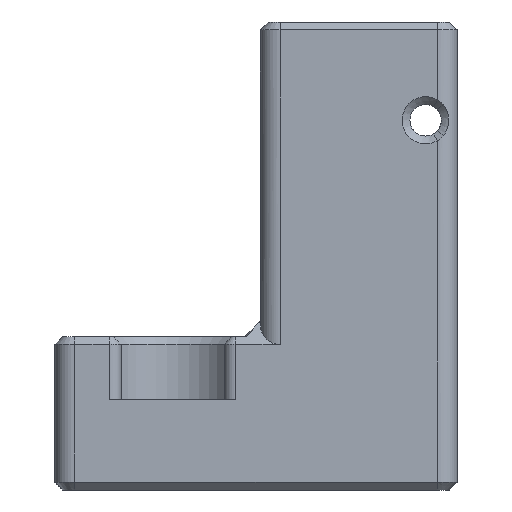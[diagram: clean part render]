
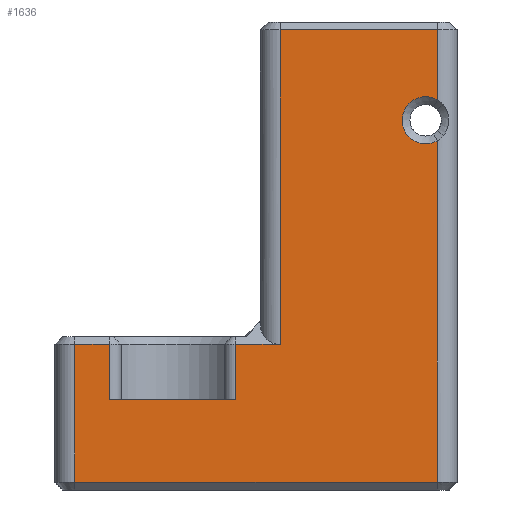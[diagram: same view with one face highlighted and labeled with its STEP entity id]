
A CAD part, left-side view. The second image highlights one B-rep face of the part: STEP entity #1636.
In plain terms, the highlighted planar face has unit normal (-1, 0, 0).
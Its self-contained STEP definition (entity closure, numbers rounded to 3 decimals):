
#63=PLANE('',#1796);
#111=CIRCLE('',#1689,1.2);
#263=FACE_OUTER_BOUND('',#365,.T.);
#365=EDGE_LOOP('',(#1434,#1435,#1436,#1437,#1438,#1439,#1440,#1441,#1442,
#1443,#1444,#1445));
#430=LINE('',#2574,#574);
#432=LINE('',#2581,#576);
#439=LINE('',#2653,#583);
#449=LINE('',#2693,#593);
#454=LINE('',#2709,#598);
#480=LINE('',#2776,#624);
#513=LINE('',#2859,#657);
#536=LINE('',#2927,#680);
#538=LINE('',#2935,#682);
#539=LINE('',#2938,#683);
#540=LINE('',#2939,#684);
#574=VECTOR('',#1880,10.);
#576=VECTOR('',#1886,10.);
#583=VECTOR('',#1911,10.);
#593=VECTOR('',#1947,10.);
#598=VECTOR('',#1966,10.);
#624=VECTOR('',#2038,10.);
#657=VECTOR('',#2125,10.);
#680=VECTOR('',#2188,10.);
#682=VECTOR('',#2198,10.);
#683=VECTOR('',#2201,10.);
#684=VECTOR('',#2202,10.);
#724=VERTEX_POINT('',#2514);
#728=VERTEX_POINT('',#2521);
#729=VERTEX_POINT('',#2573);
#732=VERTEX_POINT('',#2579);
#743=VERTEX_POINT('',#2649);
#745=VERTEX_POINT('',#2652);
#762=VERTEX_POINT('',#2691);
#765=VERTEX_POINT('',#2703);
#766=VERTEX_POINT('',#2707);
#783=VERTEX_POINT('',#2772);
#834=VERTEX_POINT('',#2933);
#835=VERTEX_POINT('',#2937);
#879=EDGE_CURVE('',#728,#724,#111,.T.);
#884=EDGE_CURVE('',#724,#729,#430,.T.);
#888=EDGE_CURVE('',#732,#728,#432,.T.);
#903=EDGE_CURVE('',#743,#745,#439,.T.);
#924=EDGE_CURVE('',#762,#743,#449,.T.);
#932=EDGE_CURVE('',#766,#765,#454,.T.);
#966=EDGE_CURVE('',#729,#783,#480,.T.);
#1009=EDGE_CURVE('',#745,#732,#513,.T.);
#1043=EDGE_CURVE('',#783,#766,#536,.T.);
#1047=EDGE_CURVE('',#834,#762,#538,.T.);
#1048=EDGE_CURVE('',#834,#835,#539,.T.);
#1049=EDGE_CURVE('',#765,#835,#540,.T.);
#1434=ORIENTED_EDGE('',*,*,#879,.F.);
#1435=ORIENTED_EDGE('',*,*,#888,.F.);
#1436=ORIENTED_EDGE('',*,*,#1009,.F.);
#1437=ORIENTED_EDGE('',*,*,#903,.F.);
#1438=ORIENTED_EDGE('',*,*,#924,.F.);
#1439=ORIENTED_EDGE('',*,*,#1047,.F.);
#1440=ORIENTED_EDGE('',*,*,#1048,.T.);
#1441=ORIENTED_EDGE('',*,*,#1049,.F.);
#1442=ORIENTED_EDGE('',*,*,#932,.F.);
#1443=ORIENTED_EDGE('',*,*,#1043,.F.);
#1444=ORIENTED_EDGE('',*,*,#966,.F.);
#1445=ORIENTED_EDGE('',*,*,#884,.F.);
#1636=ADVANCED_FACE('',(#263),#63,.T.);
#1689=AXIS2_PLACEMENT_3D('',#2523,#1876,#1877);
#1796=AXIS2_PLACEMENT_3D('',#2936,#2199,#2200);
#1876=DIRECTION('center_axis',(-1.,0.,0.));
#1877=DIRECTION('ref_axis',(0.,0.,1.));
#1880=DIRECTION('',(0.,0.,-1.));
#1886=DIRECTION('',(0.,0.,-1.));
#1911=DIRECTION('',(0.,0.,1.));
#1947=DIRECTION('',(0.,-1.,0.));
#1966=DIRECTION('',(0.,-1.,0.));
#2038=DIRECTION('',(0.,1.,0.));
#2125=DIRECTION('',(0.,-1.,0.));
#2188=DIRECTION('',(0.,0.,1.));
#2198=DIRECTION('',(0.,0.,1.));
#2199=DIRECTION('center_axis',(-1.,0.,0.));
#2200=DIRECTION('ref_axis',(0.,-1.,0.));
#2201=DIRECTION('',(0.,1.,0.));
#2202=DIRECTION('',(0.,0.,-1.));
#2514=CARTESIAN_POINT('',(-18.213,-42.462,27.738));
#2521=CARTESIAN_POINT('',(-18.213,-42.462,29.817));
#2523=CARTESIAN_POINT('Origin',(-18.213,-41.862,28.778));
#2573=CARTESIAN_POINT('',(-18.213,-42.462,10.378));
#2574=CARTESIAN_POINT('',(-18.213,-42.462,9.978));
#2579=CARTESIAN_POINT('',(-18.213,-42.462,33.378));
#2581=CARTESIAN_POINT('',(-18.213,-42.462,9.978));
#2649=CARTESIAN_POINT('',(-18.213,-34.462,17.378));
#2652=CARTESIAN_POINT('',(-18.213,-34.462,33.378));
#2653=CARTESIAN_POINT('',(-18.213,-34.462,9.978));
#2691=CARTESIAN_POINT('',(-18.213,-32.21,17.378));
#2693=CARTESIAN_POINT('',(-18.213,-25.623,17.378));
#2703=CARTESIAN_POINT('',(-18.213,-25.781,17.378));
#2707=CARTESIAN_POINT('',(-18.213,-24.01,17.378));
#2709=CARTESIAN_POINT('',(-18.213,-25.623,17.378));
#2772=CARTESIAN_POINT('',(-18.213,-24.01,10.378));
#2776=CARTESIAN_POINT('',(-18.213,-25.623,10.378));
#2859=CARTESIAN_POINT('',(-18.213,-30.736,33.378));
#2927=CARTESIAN_POINT('',(-18.213,-24.01,9.978));
#2933=CARTESIAN_POINT('',(-18.213,-32.21,14.578));
#2935=CARTESIAN_POINT('',(-18.213,-32.21,16.278));
#2936=CARTESIAN_POINT('Origin',(-18.213,-23.01,9.978));
#2937=CARTESIAN_POINT('',(-18.213,-25.781,14.578));
#2938=CARTESIAN_POINT('',(-18.213,-26.003,14.578));
#2939=CARTESIAN_POINT('',(-18.213,-25.781,16.278));
